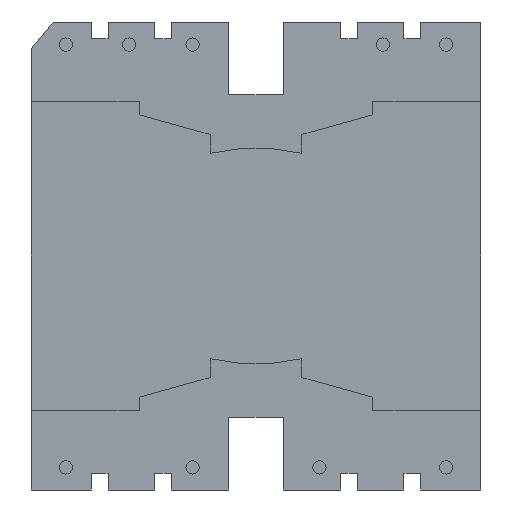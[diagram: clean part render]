
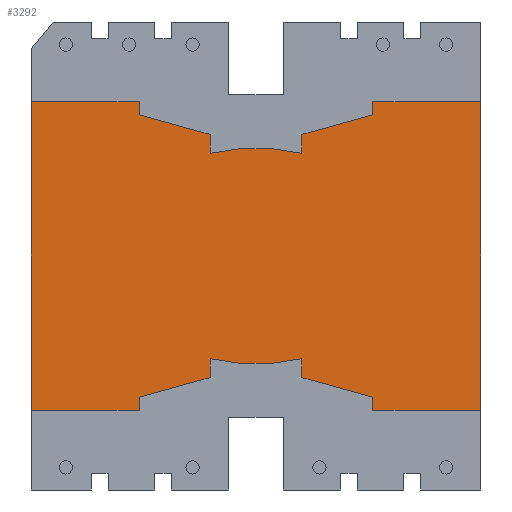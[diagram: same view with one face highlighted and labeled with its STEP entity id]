
A CAD part, front view. The second image highlights one B-rep face of the part: STEP entity #3292.
In plain terms, the highlighted planar face has unit normal (0, -1, 0).
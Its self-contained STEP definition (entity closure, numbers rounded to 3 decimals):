
#203=FACE_OUTER_BOUND('',#379,.T.);
#379=EDGE_LOOP('',(#2759,#2760,#2761,#2762,#2763,#2764,#2765,#2766,#2767,
#2768,#2769,#2770,#2771,#2772,#2773,#2774,#2775,#2776,#2777,#2778));
#678=LINE('',#5094,#1078);
#705=LINE('',#5149,#1105);
#780=LINE('',#5289,#1180);
#781=LINE('',#5292,#1181);
#782=LINE('',#5294,#1182);
#783=LINE('',#5296,#1183);
#784=LINE('',#5298,#1184);
#785=LINE('',#5299,#1185);
#786=LINE('',#5301,#1186);
#787=LINE('',#5303,#1187);
#788=LINE('',#5305,#1188);
#789=LINE('',#5306,#1189);
#790=LINE('',#5308,#1190);
#791=LINE('',#5310,#1191);
#792=LINE('',#5312,#1192);
#793=LINE('',#5314,#1193);
#794=LINE('',#5318,#1194);
#795=LINE('',#5319,#1195);
#1078=VECTOR('',#4113,1000.);
#1105=VECTOR('',#4162,1000.);
#1180=VECTOR('',#4289,1000.);
#1181=VECTOR('',#4292,1000.);
#1182=VECTOR('',#4293,1000.);
#1183=VECTOR('',#4294,1000.);
#1184=VECTOR('',#4295,1000.);
#1185=VECTOR('',#4296,1000.);
#1186=VECTOR('',#4297,1000.);
#1187=VECTOR('',#4298,1000.);
#1188=VECTOR('',#4299,1000.);
#1189=VECTOR('',#4300,1000.);
#1190=VECTOR('',#4301,1000.);
#1191=VECTOR('',#4302,1000.);
#1192=VECTOR('',#4303,1000.);
#1193=VECTOR('',#4304,1000.);
#1194=VECTOR('',#4307,1000.);
#1195=VECTOR('',#4308,1000.);
#1308=CIRCLE('',#3500,12.);
#1317=CIRCLE('',#3549,12.);
#1487=VERTEX_POINT('',#4947);
#1488=VERTEX_POINT('',#4949);
#1548=VERTEX_POINT('',#5080);
#1553=VERTEX_POINT('',#5092);
#1569=VERTEX_POINT('',#5146);
#1570=VERTEX_POINT('',#5148);
#1609=VERTEX_POINT('',#5287);
#1610=VERTEX_POINT('',#5291);
#1611=VERTEX_POINT('',#5293);
#1612=VERTEX_POINT('',#5295);
#1613=VERTEX_POINT('',#5297);
#1614=VERTEX_POINT('',#5300);
#1615=VERTEX_POINT('',#5302);
#1616=VERTEX_POINT('',#5304);
#1617=VERTEX_POINT('',#5307);
#1618=VERTEX_POINT('',#5309);
#1619=VERTEX_POINT('',#5311);
#1620=VERTEX_POINT('',#5313);
#1621=VERTEX_POINT('',#5315);
#1622=VERTEX_POINT('',#5317);
#1857=EDGE_CURVE('',#1488,#1487,#1308,.T.);
#1931=EDGE_CURVE('',#1553,#1548,#678,.T.);
#1958=EDGE_CURVE('',#1569,#1570,#705,.T.);
#2036=EDGE_CURVE('',#1609,#1548,#780,.T.);
#2037=EDGE_CURVE('',#1610,#1609,#781,.T.);
#2038=EDGE_CURVE('',#1553,#1611,#782,.T.);
#2039=EDGE_CURVE('',#1612,#1611,#783,.T.);
#2040=EDGE_CURVE('',#1612,#1613,#784,.T.);
#2041=EDGE_CURVE('',#1488,#1613,#785,.T.);
#2042=EDGE_CURVE('',#1614,#1487,#786,.T.);
#2043=EDGE_CURVE('',#1614,#1615,#787,.T.);
#2044=EDGE_CURVE('',#1615,#1616,#788,.T.);
#2045=EDGE_CURVE('',#1570,#1616,#789,.T.);
#2046=EDGE_CURVE('',#1569,#1617,#790,.T.);
#2047=EDGE_CURVE('',#1617,#1618,#791,.T.);
#2048=EDGE_CURVE('',#1618,#1619,#792,.T.);
#2049=EDGE_CURVE('',#1619,#1620,#793,.T.);
#2050=EDGE_CURVE('',#1620,#1621,#1317,.T.);
#2051=EDGE_CURVE('',#1621,#1622,#794,.T.);
#2052=EDGE_CURVE('',#1622,#1610,#795,.T.);
#2759=ORIENTED_EDGE('',*,*,#2037,.T.);
#2760=ORIENTED_EDGE('',*,*,#2036,.T.);
#2761=ORIENTED_EDGE('',*,*,#1931,.F.);
#2762=ORIENTED_EDGE('',*,*,#2038,.T.);
#2763=ORIENTED_EDGE('',*,*,#2039,.F.);
#2764=ORIENTED_EDGE('',*,*,#2040,.T.);
#2765=ORIENTED_EDGE('',*,*,#2041,.F.);
#2766=ORIENTED_EDGE('',*,*,#1857,.T.);
#2767=ORIENTED_EDGE('',*,*,#2042,.F.);
#2768=ORIENTED_EDGE('',*,*,#2043,.T.);
#2769=ORIENTED_EDGE('',*,*,#2044,.T.);
#2770=ORIENTED_EDGE('',*,*,#2045,.F.);
#2771=ORIENTED_EDGE('',*,*,#1958,.F.);
#2772=ORIENTED_EDGE('',*,*,#2046,.T.);
#2773=ORIENTED_EDGE('',*,*,#2047,.T.);
#2774=ORIENTED_EDGE('',*,*,#2048,.T.);
#2775=ORIENTED_EDGE('',*,*,#2049,.T.);
#2776=ORIENTED_EDGE('',*,*,#2050,.T.);
#2777=ORIENTED_EDGE('',*,*,#2051,.T.);
#2778=ORIENTED_EDGE('',*,*,#2052,.T.);
#3128=PLANE('',#3548);
#3292=ADVANCED_FACE('',(#203),#3128,.T.);
#3500=AXIS2_PLACEMENT_3D('',#4950,#4023,#4024);
#3548=AXIS2_PLACEMENT_3D('',#5290,#4290,#4291);
#3549=AXIS2_PLACEMENT_3D('',#5316,#4305,#4306);
#4023=DIRECTION('center_axis',(0.,-1.,0.));
#4024=DIRECTION('ref_axis',(0.,0.,-1.));
#4113=DIRECTION('',(0.,0.,1.));
#4162=DIRECTION('',(0.,0.,-1.));
#4289=DIRECTION('',(-1.,0.,0.));
#4290=DIRECTION('center_axis',(0.,-1.,0.));
#4291=DIRECTION('ref_axis',(0.,0.,-1.));
#4292=DIRECTION('',(0.,0.,1.));
#4293=DIRECTION('',(1.,0.,0.));
#4294=DIRECTION('',(0.,0.,-1.));
#4295=DIRECTION('',(0.964,0.,0.267));
#4296=DIRECTION('',(0.,0.,-1.));
#4297=DIRECTION('',(0.,0.,1.));
#4298=DIRECTION('',(0.964,0.,-0.267));
#4299=DIRECTION('',(0.,0.,-1.));
#4300=DIRECTION('',(-1.,0.,0.));
#4301=DIRECTION('',(-1.,0.,0.));
#4302=DIRECTION('',(0.,0.,-1.));
#4303=DIRECTION('',(-0.964,0.,-0.267));
#4304=DIRECTION('',(0.,0.,-1.));
#4305=DIRECTION('center_axis',(0.,-1.,0.));
#4306=DIRECTION('ref_axis',(0.,0.,-1.));
#4307=DIRECTION('',(0.,0.,1.));
#4308=DIRECTION('',(-0.964,0.,0.267));
#4947=CARTESIAN_POINT('',(16.26,0.,-15.732));
#4949=CARTESIAN_POINT('',(10.74,0.,-15.732));
#4950=CARTESIAN_POINT('Origin',(13.5,0.,-4.053));
#5080=CARTESIAN_POINT('',(0.,0.,-0.28));
#5092=CARTESIAN_POINT('',(0.,0.,-18.84));
#5094=CARTESIAN_POINT('',(0.,0.,4.5));
#5146=CARTESIAN_POINT('',(27.,0.,-0.28));
#5148=CARTESIAN_POINT('',(27.,0.,-18.84));
#5149=CARTESIAN_POINT('',(27.,0.,0.));
#5287=CARTESIAN_POINT('',(6.48,0.,-0.28));
#5289=CARTESIAN_POINT('',(0.,0.,-0.28));
#5290=CARTESIAN_POINT('Origin',(0.,0.,0.));
#5291=CARTESIAN_POINT('',(6.48,0.,-1.08));
#5292=CARTESIAN_POINT('',(6.48,0.,0.));
#5293=CARTESIAN_POINT('',(6.48,0.,-18.84));
#5294=CARTESIAN_POINT('',(0.,0.,-18.84));
#5295=CARTESIAN_POINT('',(6.48,0.,-18.04));
#5296=CARTESIAN_POINT('',(6.48,0.,-18.84));
#5297=CARTESIAN_POINT('',(10.74,0.,-16.862));
#5298=CARTESIAN_POINT('',(6.48,0.,-18.04));
#5299=CARTESIAN_POINT('',(10.74,0.,-16.862));
#5300=CARTESIAN_POINT('',(16.26,0.,-16.862));
#5301=CARTESIAN_POINT('',(16.26,0.,-16.862));
#5302=CARTESIAN_POINT('',(20.52,0.,-18.04));
#5303=CARTESIAN_POINT('',(16.26,0.,-16.862));
#5304=CARTESIAN_POINT('',(20.52,0.,-18.84));
#5305=CARTESIAN_POINT('',(20.52,0.,0.));
#5306=CARTESIAN_POINT('',(27.,0.,-18.84));
#5307=CARTESIAN_POINT('',(20.52,0.,-0.28));
#5308=CARTESIAN_POINT('',(0.,0.,-0.28));
#5309=CARTESIAN_POINT('',(20.52,0.,-1.08));
#5310=CARTESIAN_POINT('',(20.52,0.,-0.28));
#5311=CARTESIAN_POINT('',(16.26,0.,-2.258));
#5312=CARTESIAN_POINT('',(20.52,0.,-1.08));
#5313=CARTESIAN_POINT('',(16.26,0.,-3.388));
#5314=CARTESIAN_POINT('',(16.26,0.,-2.258));
#5315=CARTESIAN_POINT('',(10.74,0.,-3.388));
#5316=CARTESIAN_POINT('Origin',(13.5,0.,-15.067));
#5317=CARTESIAN_POINT('',(10.74,0.,-2.258));
#5318=CARTESIAN_POINT('',(10.74,0.,-2.258));
#5319=CARTESIAN_POINT('',(10.74,0.,-2.258));
